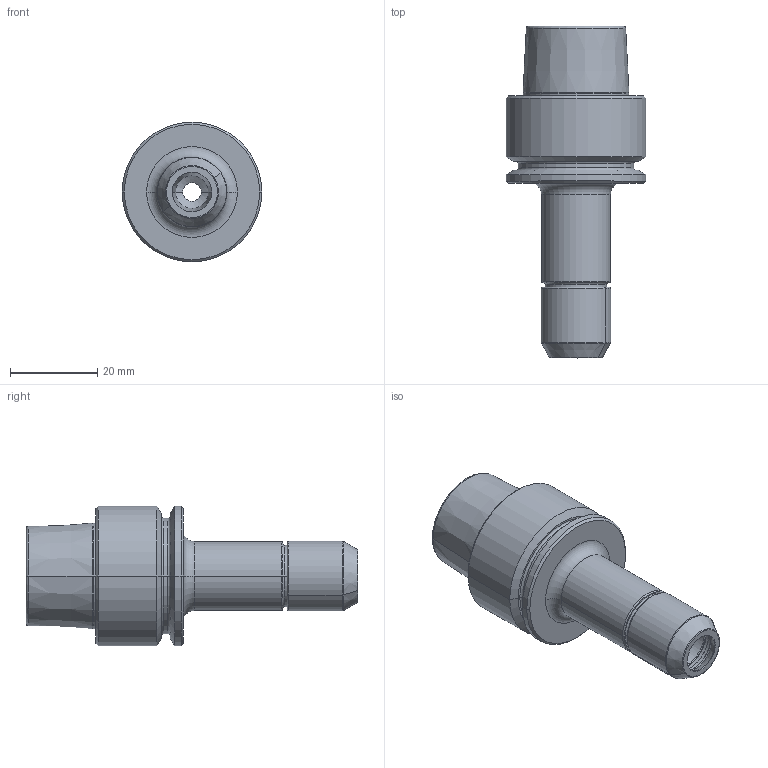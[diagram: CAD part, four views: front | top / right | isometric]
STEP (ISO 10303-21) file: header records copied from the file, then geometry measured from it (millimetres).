
FILE_DESCRIPTION(('HOOPS Exchange Step'),'2;1');
FILE_NAME('export-2EFEB6B8-43A0-41A7-BE3B-5BE6F671B5A5.stp','2024-08-12T09:17:12+02:00',('Engineering'),('Alibre'),'HOOPS Exchange 2023.0','Alibre','Unknown authorisation');
FILE_SCHEMA( ('AP242_MANAGED_MODEL_BASED_3D_ENGINEERING_MIM_LF {1 0 10303 442 1 1 4 }') );
Length unit declared in the file: millimetre
Products named in the file (3): 1799-1 HSK-E32 MR 11 x 060H Toolholder + Balanced Nut; 1799-2 HSK-E32 MR 11 x 060H Toolholder + MR11 Balanced Nut; 1799 HSK-E32 MR 11 x 060H Toolholder + Balanced Nut
Assembly tree (2 placements, depth 2):
  1799 HSK-E32 MR 11 x 060H Toolholder + Balanced Nut
    1799-1 HSK-E32 MR 11 x 060H Toolholder + Balanced Nut
    1799-2 HSK-E32 MR 11 x 060H Toolholder + MR11 Balanced Nut
Bounding box: 32 x 76 x 32 mm (x, y, z)
Volume: 20939.7 mm3; surface area: 10762.8 mm2
Topology: 2 solids, 2 shells, 132 faces, 265 edges, 147 vertices
Faces by surface type: cylinder 44, torus 40, cone 34, plane 14
Entity records: 3680 total; most frequent: DIRECTION 728, CARTESIAN_POINT 550, ORIENTED_EDGE 530, AXIS2_PLACEMENT_3D 325, EDGE_CURVE 265, CIRCLE 187, VERTEX_POINT 147, EDGE_LOOP 146
